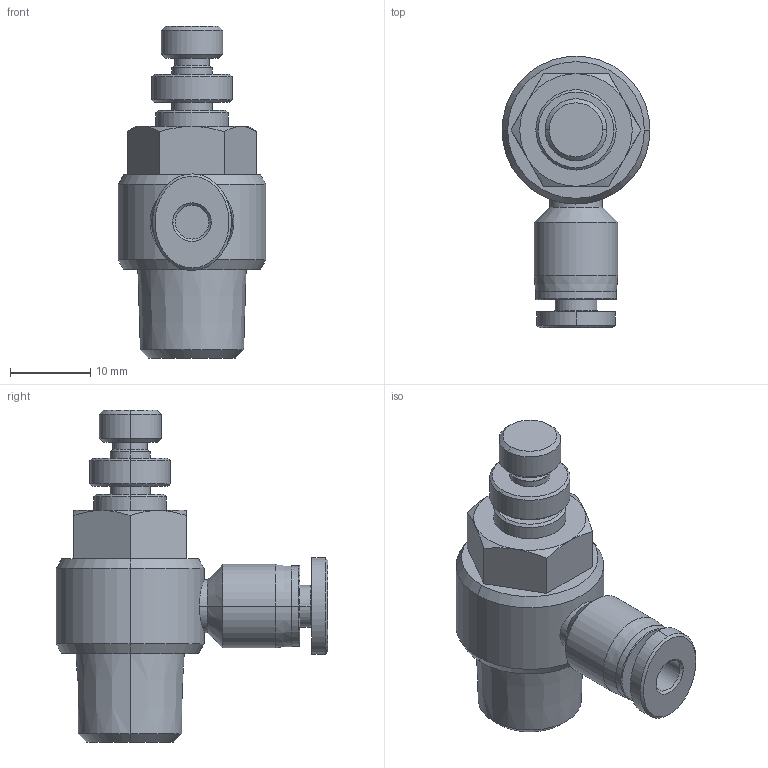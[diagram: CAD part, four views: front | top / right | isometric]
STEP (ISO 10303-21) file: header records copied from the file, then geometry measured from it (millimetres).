
FILE_DESCRIPTION((''),'2;1');
FILE_NAME('NSE0402-mdt.stp','2017-07-22T08:50:40',(''),(''),'Mechanical Desktop 2009','Mechanical Desktop 2009',', , ');
FILE_SCHEMA(('CONFIG_CONTROL_DESIGN'));
Length unit declared in the file: millimetre
Products named in the file (6): NSE0402-MDTA; NSE0402-MDT; R02; NEEDLE-01; COLLAR-04L; R01
Assembly tree (6 placements, depth 3):
  NSE0402-MDTA
    NSE0402-MDT
    R02
    NEEDLE-01
      COLLAR-04L
      R01
    COLLAR-04L
Bounding box: 18.4 x 33.8 x 41.3 mm (x, y, z)
Volume: 7137.1 mm3; surface area: 3181.2 mm2
Topology: 1 solids, 1 shells, 89 faces, 183 edges, 110 vertices
Faces by surface type: cone 32, cylinder 26, plane 22, bspline 5, torus 4
Entity records: 2899 total; most frequent: CARTESIAN_POINT 834, DIRECTION 446, ORIENTED_EDGE 366, AXIS2_PLACEMENT_3D 190, EDGE_CURVE 183, VERTEX_POINT 110, EDGE_LOOP 103, CIRCLE 97
